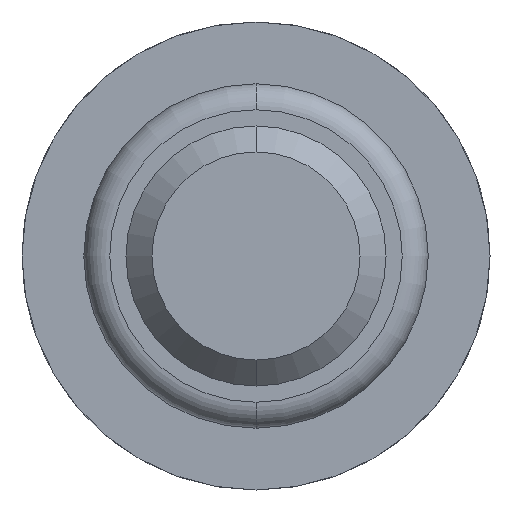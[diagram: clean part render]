
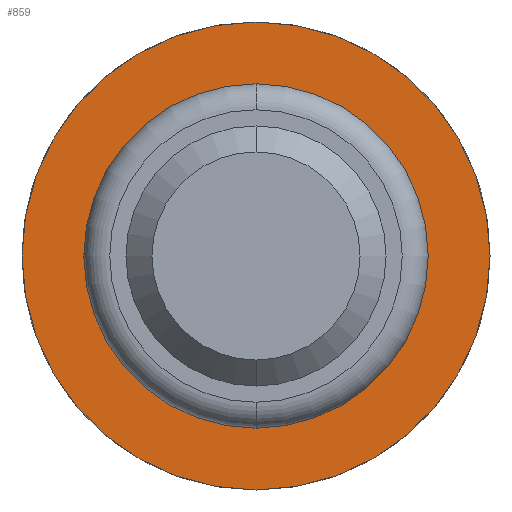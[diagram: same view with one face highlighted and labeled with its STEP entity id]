
A CAD part, front view. The second image highlights one B-rep face of the part: STEP entity #859.
In plain terms, the highlighted planar face has unit normal (0, -1, 0).
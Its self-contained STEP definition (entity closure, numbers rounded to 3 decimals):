
#4 = EDGE_CURVE ( 'Defeature ausgef�hrt4_13+Defeature ausgef�hrt4_14+Defeature ausgef�hrt4_14+Defeature ausgef�hrt4_14', #2850, #1300, #4437, .T. ) ;
#304 = AXIS2_PLACEMENT_3D ( 'NONE', #2278, #3015, #623 ) ;
#473 = AXIS2_PLACEMENT_3D ( 'NONE', #1594, #1194, #3662 ) ;
#623 = DIRECTION ( 'NONE',  ( 0., 0., 1. ) ) ;
#730 = CARTESIAN_POINT ( 'NONE',  ( 0., -1.8, 0. ) ) ;
#751 = AXIS2_PLACEMENT_3D ( 'NONE', #730, #785, #5168 ) ;
#785 = DIRECTION ( 'NONE',  ( 0., 1., 0. ) ) ;
#859 = ADVANCED_FACE ( 'Defeature ausgef�hrt4_13', ( #3108, #2519 ), #1223, .F. ) ;
#985 = ORIENTED_EDGE ( 'NONE', *, *, #1076, .F. ) ;
#1076 = EDGE_CURVE ( 'Defeature ausgef�hrt4_12+Defeature ausgef�hrt4_13+Defeature ausgef�hrt4_13+Defeature ausgef�hrt4_13', #3632, #1530, #3721, .T. ) ;
#1084 = CARTESIAN_POINT ( 'NONE',  ( 0., -1.8, -1.8 ) ) ;
#1194 = DIRECTION ( 'NONE',  ( 0., 1., 0. ) ) ;
#1223 = PLANE ( 'NONE',  #5146 ) ;
#1300 = VERTEX_POINT ( 'NONE', #2523 ) ;
#1303 = DIRECTION ( 'NONE',  ( 0., 1., 0. ) ) ;
#1508 = EDGE_CURVE ( 'Defeature ausgef�hrt4_13+Defeature ausgef�hrt4_14+Defeature ausgef�hrt4_14+Defeature ausgef�hrt4_14', #1300, #2850, #3715, .T. ) ;
#1525 = EDGE_LOOP ( 'NONE', ( #985, #4743 ) ) ;
#1530 = VERTEX_POINT ( 'NONE', #1084 ) ;
#1594 = CARTESIAN_POINT ( 'NONE',  ( 0., -1.8, 0. ) ) ;
#1624 = DIRECTION ( 'NONE',  ( 0., 1., 0. ) ) ;
#1703 = ORIENTED_EDGE ( 'NONE', *, *, #1508, .T. ) ;
#1995 = CIRCLE ( 'NONE', #473, 1.8 ) ;
#2278 = CARTESIAN_POINT ( 'NONE',  ( 0., -1.8, 0. ) ) ;
#2519 = FACE_BOUND ( 'NONE', #4373, .T. ) ;
#2523 = CARTESIAN_POINT ( 'NONE',  ( 0., -1.8, -1.325 ) ) ;
#2703 = AXIS2_PLACEMENT_3D ( 'NONE', #3722, #1303, #2986 ) ;
#2850 = VERTEX_POINT ( 'NONE', #3499 ) ;
#2986 = DIRECTION ( 'NONE',  ( 0., 0., 1. ) ) ;
#3015 = DIRECTION ( 'NONE',  ( 0., 1., 0. ) ) ;
#3108 = FACE_OUTER_BOUND ( 'NONE', #1525, .T. ) ;
#3499 = CARTESIAN_POINT ( 'NONE',  ( 0., -1.8, 1.325 ) ) ;
#3632 = VERTEX_POINT ( 'NONE', #4729 ) ;
#3662 = DIRECTION ( 'NONE',  ( 0., 0., 1. ) ) ;
#3715 = CIRCLE ( 'NONE', #304, 1.325 ) ;
#3721 = CIRCLE ( 'NONE', #2703, 1.8 ) ;
#3722 = CARTESIAN_POINT ( 'NONE',  ( 0., -1.8, 0. ) ) ;
#4018 = DIRECTION ( 'NONE',  ( 0., 0., 1. ) ) ;
#4145 = ORIENTED_EDGE ( 'NONE', *, *, #4, .T. ) ;
#4373 = EDGE_LOOP ( 'NONE', ( #4145, #1703 ) ) ;
#4437 = CIRCLE ( 'NONE', #751, 1.325 ) ;
#4480 = CARTESIAN_POINT ( 'NONE',  ( 1.8, -1.8, 0. ) ) ;
#4729 = CARTESIAN_POINT ( 'NONE',  ( 0., -1.8, 1.8 ) ) ;
#4743 = ORIENTED_EDGE ( 'NONE', *, *, #4776, .F. ) ;
#4776 = EDGE_CURVE ( 'Defeature ausgef�hrt4_12+Defeature ausgef�hrt4_13+Defeature ausgef�hrt4_13+Defeature ausgef�hrt4_13', #1530, #3632, #1995, .T. ) ;
#5146 = AXIS2_PLACEMENT_3D ( 'NONE', #4480, #1624, #4018 ) ;
#5168 = DIRECTION ( 'NONE',  ( 0., 0., 1. ) ) ;
